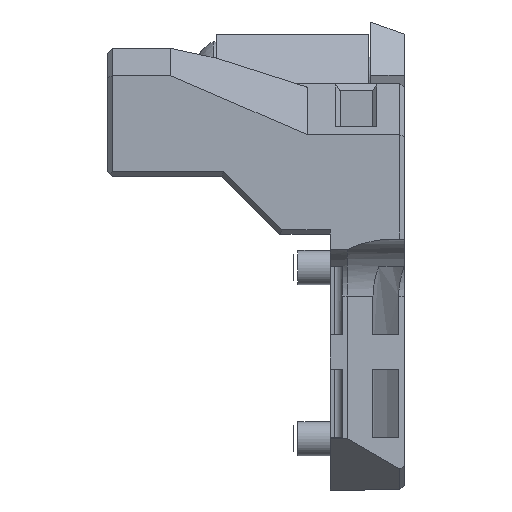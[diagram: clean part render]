
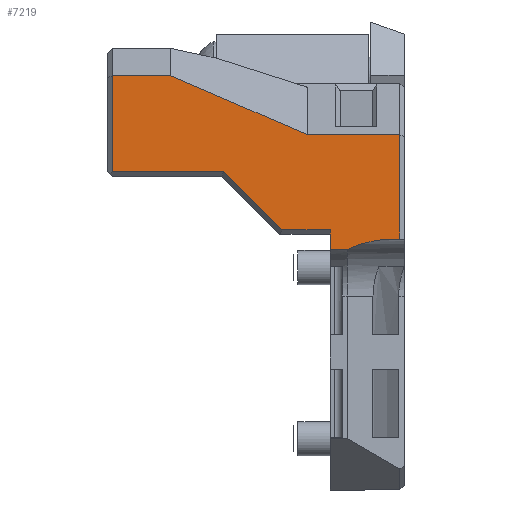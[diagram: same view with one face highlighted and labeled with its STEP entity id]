
A CAD part, left-side view. The second image highlights one B-rep face of the part: STEP entity #7219.
In plain terms, the highlighted planar face has unit normal (-1, 0, 0).
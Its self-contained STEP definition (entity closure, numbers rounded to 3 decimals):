
#461=ELLIPSE('',#7717,7.071,5.);
#595=PLANE('',#7716);
#833=FACE_OUTER_BOUND('',#1261,.T.);
#1261=EDGE_LOOP('',(#5024,#5025,#5026,#5027,#5028,#5029,#5030,#5031,#5032,
#5033,#5034,#5035));
#1721=LINE('',#10117,#2309);
#1754=LINE('',#10185,#2342);
#1756=LINE('',#10189,#2344);
#1757=LINE('',#10191,#2345);
#1758=LINE('',#10193,#2346);
#1759=LINE('',#10195,#2347);
#1760=LINE('',#10197,#2348);
#1761=LINE('',#10199,#2349);
#1762=LINE('',#10203,#2350);
#1763=LINE('',#10205,#2351);
#1764=LINE('',#10206,#2352);
#2309=VECTOR('',#8335,10.);
#2342=VECTOR('',#8392,10.);
#2344=VECTOR('',#8396,10.);
#2345=VECTOR('',#8397,10.);
#2346=VECTOR('',#8398,10.);
#2347=VECTOR('',#8399,10.);
#2348=VECTOR('',#8400,10.);
#2349=VECTOR('',#8401,10.);
#2350=VECTOR('',#8404,10.);
#2351=VECTOR('',#8405,10.);
#2352=VECTOR('',#8406,10.);
#3114=VERTEX_POINT('',#10114);
#3115=VERTEX_POINT('',#10116);
#3138=VERTEX_POINT('',#10184);
#3139=VERTEX_POINT('',#10188);
#3140=VERTEX_POINT('',#10190);
#3141=VERTEX_POINT('',#10192);
#3142=VERTEX_POINT('',#10194);
#3143=VERTEX_POINT('',#10196);
#3144=VERTEX_POINT('',#10198);
#3145=VERTEX_POINT('',#10200);
#3146=VERTEX_POINT('',#10202);
#3147=VERTEX_POINT('',#10204);
#3834=EDGE_CURVE('',#3114,#3115,#1721,.T.);
#3868=EDGE_CURVE('',#3115,#3138,#1754,.T.);
#3870=EDGE_CURVE('',#3138,#3139,#1756,.T.);
#3871=EDGE_CURVE('',#3140,#3114,#1757,.T.);
#3872=EDGE_CURVE('',#3141,#3140,#1758,.T.);
#3873=EDGE_CURVE('',#3142,#3141,#1759,.T.);
#3874=EDGE_CURVE('',#3143,#3142,#1760,.T.);
#3875=EDGE_CURVE('',#3144,#3143,#1761,.T.);
#3876=EDGE_CURVE('',#3145,#3144,#461,.T.);
#3877=EDGE_CURVE('',#3146,#3145,#1762,.T.);
#3878=EDGE_CURVE('',#3147,#3146,#1763,.T.);
#3879=EDGE_CURVE('',#3147,#3139,#1764,.T.);
#5024=ORIENTED_EDGE('',*,*,#3870,.F.);
#5025=ORIENTED_EDGE('',*,*,#3868,.F.);
#5026=ORIENTED_EDGE('',*,*,#3834,.F.);
#5027=ORIENTED_EDGE('',*,*,#3871,.F.);
#5028=ORIENTED_EDGE('',*,*,#3872,.F.);
#5029=ORIENTED_EDGE('',*,*,#3873,.F.);
#5030=ORIENTED_EDGE('',*,*,#3874,.F.);
#5031=ORIENTED_EDGE('',*,*,#3875,.F.);
#5032=ORIENTED_EDGE('',*,*,#3876,.F.);
#5033=ORIENTED_EDGE('',*,*,#3877,.F.);
#5034=ORIENTED_EDGE('',*,*,#3878,.F.);
#5035=ORIENTED_EDGE('',*,*,#3879,.T.);
#7219=ADVANCED_FACE('',(#833),#595,.T.);
#7716=AXIS2_PLACEMENT_3D('',#10187,#8394,#8395);
#7717=AXIS2_PLACEMENT_3D('',#10201,#8402,#8403);
#8335=DIRECTION('',(0.,-1.,0.));
#8392=DIRECTION('',(0.,0.,-1.));
#8394=DIRECTION('center_axis',(-1.,0.,0.));
#8395=DIRECTION('ref_axis',(0.,-1.,0.));
#8396=DIRECTION('',(0.,0.396,-0.918));
#8397=DIRECTION('',(0.,0.,1.));
#8398=DIRECTION('',(0.,-0.707,0.707));
#8399=DIRECTION('',(0.,0.,1.));
#8400=DIRECTION('',(0.,-1.,0.));
#8401=DIRECTION('',(0.,0.,1.));
#8402=DIRECTION('center_axis',(-1.,0.,0.));
#8403=DIRECTION('ref_axis',(0.,0.,1.));
#8404=DIRECTION('',(0.,0.,1.));
#8405=DIRECTION('',(0.,1.,0.));
#8406=DIRECTION('',(0.,0.,1.));
#10114=CARTESIAN_POINT('',(-17.,-15.9,25.6));
#10116=CARTESIAN_POINT('',(-17.,-24.321,25.6));
#10117=CARTESIAN_POINT('',(-17.,-8.988,25.6));
#10184=CARTESIAN_POINT('',(-17.,-24.321,20.5));
#10185=CARTESIAN_POINT('',(-17.,-24.321,26.));
#10187=CARTESIAN_POINT('Origin',(-17.,-10.,0.));
#10188=CARTESIAN_POINT('',(-17.,-19.15,8.5));
#10189=CARTESIAN_POINT('',(-17.,-18.393,6.743));
#10190=CARTESIAN_POINT('',(-17.,-15.9,15.834));
#10191=CARTESIAN_POINT('',(-17.,-15.9,13.));
#10192=CARTESIAN_POINT('',(-17.,-10.8,10.734));
#10193=CARTESIAN_POINT('',(-17.,-9.133,9.067));
#10194=CARTESIAN_POINT('',(-17.,-10.8,6.5));
#10195=CARTESIAN_POINT('',(-17.,-10.8,3.25));
#10196=CARTESIAN_POINT('',(-17.,-9.088,6.5));
#10197=CARTESIAN_POINT('',(-17.,-1.25,6.5));
#10198=CARTESIAN_POINT('',(-17.,-9.088,5.));
#10199=CARTESIAN_POINT('',(-17.,-9.088,5.));
#10200=CARTESIAN_POINT('',(-17.,-10.,0.929));
#10201=CARTESIAN_POINT('Origin',(-17.,-5.,0.929));
#10202=CARTESIAN_POINT('',(-17.,-10.,0.4));
#10203=CARTESIAN_POINT('',(-17.,-10.,0.));
#10204=CARTESIAN_POINT('',(-17.,-19.15,0.4));
#10205=CARTESIAN_POINT('',(-17.,-1.25,0.4));
#10206=CARTESIAN_POINT('',(-17.,-19.15,0.));
